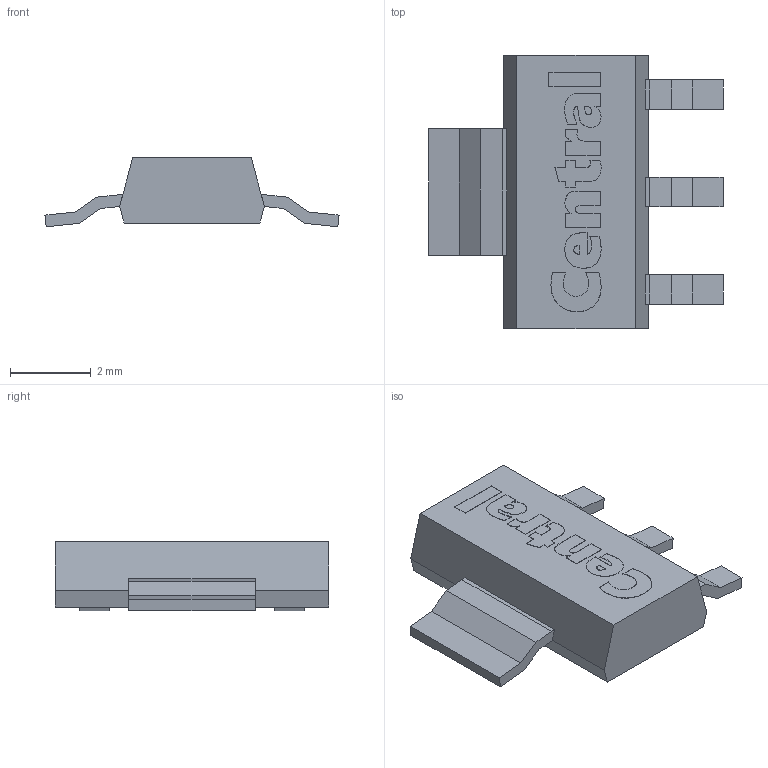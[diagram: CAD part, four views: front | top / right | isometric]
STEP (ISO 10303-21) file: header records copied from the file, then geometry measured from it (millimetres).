
FILE_DESCRIPTION(/* description */ (''),/* implementation_level */ '2;1');
FILE_NAME(/* name */ 'STP00004.step',/* time_stamp */ '2024-04-23T11:16:15-04:00',/* author */ (''),/* organization */ (''),/* preprocessor_version */ 'ST-DEVELOPER v20',/* originating_system */ 'Autodesk Translation Framework v12.14.0.127',/* authorisation */ '');
FILE_SCHEMA (('AUTOMOTIVE_DESIGN { 1 0 10303 214 3 1 1 }'));
Length unit declared in the file: millimetre
Products named in the file (1): STP00004
Bounding box: 7.28 x 6.77 x 1.72 mm (x, y, z)
Volume: 39.4 mm3; surface area: 103.4 mm2
Topology: 4 solids, 4 shells, 171 faces, 460 edges, 306 vertices
Faces by surface type: plane 106, bspline 65
Entity records: 5955 total; most frequent: CARTESIAN_POINT 2043, ORIENTED_EDGE 920, DIRECTION 544, EDGE_CURVE 460, LINE 330, VECTOR 330, VERTEX_POINT 306, EDGE_LOOP 180
